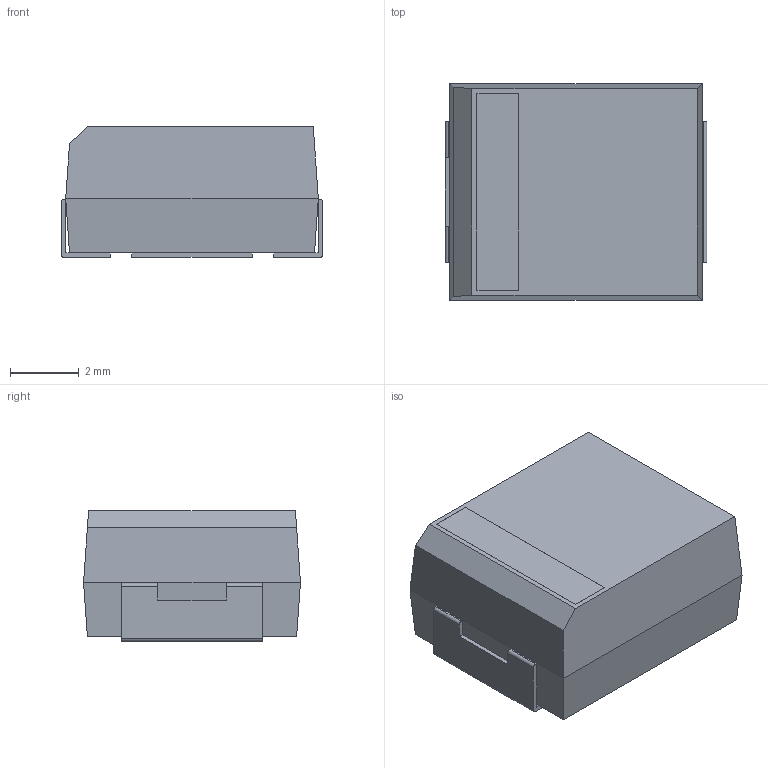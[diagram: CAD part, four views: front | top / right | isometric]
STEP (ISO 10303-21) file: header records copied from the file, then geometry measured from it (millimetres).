
FILE_DESCRIPTION(/* description */ ('model of CP_EIA-7360-38_Kemet-E'),/* implementation_level */ '2;1');
FILE_NAME(/* name */ 'CP_EIA-7360-38_Kemet-E.step',/* time_stamp */ '2018-12-29T10:49:26',/* author */ ('kicad StepUp','ksu'),/* organization */ ('FreeCAD'),/* preprocessor_version */ 'OCC',/* originating_system */ 'kicad StepUp',/* authorisation */ '');
FILE_SCHEMA(('AUTOMOTIVE_DESIGN { 1 0 10303 214 1 1 1 1 }'));
Length unit declared in the file: millimetre
Products named in the file (1): CP_EIA_7360_38_Kemet_E
Bounding box: 7.6 x 6.3 x 3.8 mm (x, y, z)
Volume: 167.1 mm3; surface area: 214.9 mm2
Topology: 1 solids, 1 shells, 46 faces, 122 edges, 80 vertices
Faces by surface type: plane 32, bspline 9, cylinder 5
Entity records: 1019 total; most frequent: ORIENTED_EDGE 196, CARTESIAN_POINT 155, EDGE_CURVE 122, LINE 81, VERTEX_POINT 80, FACE_BOUND 48, EDGE_LOOP 48, AXIS2_PLACEMENT_3D 46
